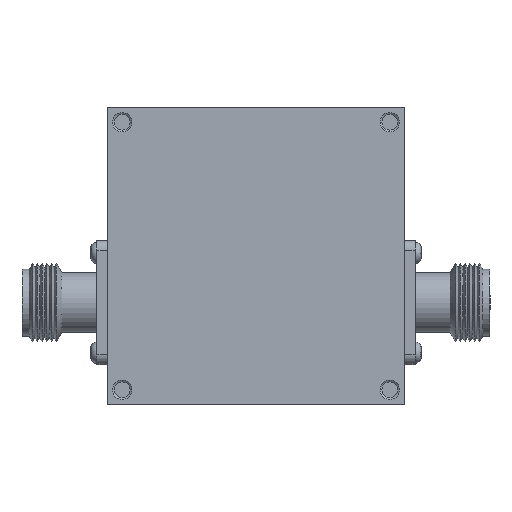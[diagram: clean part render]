
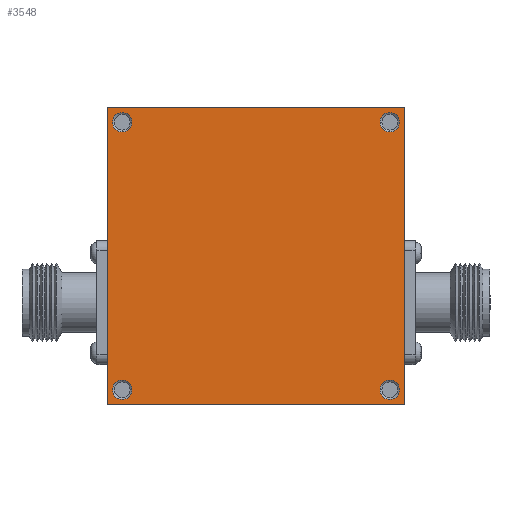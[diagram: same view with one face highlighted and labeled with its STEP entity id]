
A CAD part, front view. The second image highlights one B-rep face of the part: STEP entity #3548.
In plain terms, the highlighted planar face has unit normal (0, -1, 0).
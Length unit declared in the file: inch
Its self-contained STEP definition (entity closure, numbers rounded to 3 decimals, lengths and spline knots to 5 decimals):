
#59 = FACE_BOUND ( 'NONE', #13181, .T. ) ;
#248 = ORIENTED_EDGE ( 'NONE', *, *, #7044, .F. ) ;
#563 = AXIS2_PLACEMENT_3D ( 'NONE', #3715, #12321, #4952 ) ;
#724 = DIRECTION ( 'NONE',  ( 0., 0., -1. ) ) ;
#946 = DIRECTION ( 'NONE',  ( 0., 0., -1. ) ) ;
#1260 = ORIENTED_EDGE ( 'NONE', *, *, #1782, .F. ) ;
#1362 = EDGE_CURVE ( 'NONE', #3526, #14387, #8550, .T. ) ;
#1407 = EDGE_CURVE ( 'NONE', #7613, #4993, #11050, .T. ) ;
#1427 = CARTESIAN_POINT ( 'NONE',  ( -1.06, -1.18, -0.98258 ) ) ;
#1543 = CARTESIAN_POINT ( 'NONE',  ( 1.06, -1.18, -1.13742 ) ) ;
#1632 = CARTESIAN_POINT ( 'NONE',  ( -1.06, -1.18, 1.13742 ) ) ;
#1683 = PLANE ( 'NONE',  #12367 ) ;
#1739 = ORIENTED_EDGE ( 'NONE', *, *, #1362, .F. ) ;
#1782 = EDGE_CURVE ( 'NONE', #11146, #13139, #13129, .T. ) ;
#1804 = EDGE_CURVE ( 'NONE', #13139, #7613, #12386, .T. ) ;
#1871 = DIRECTION ( 'NONE',  ( 0., 0., -1. ) ) ;
#1911 = EDGE_LOOP ( 'NONE', ( #7704, #2340 ) ) ;
#1934 = ORIENTED_EDGE ( 'NONE', *, *, #12813, .F. ) ;
#1965 = CARTESIAN_POINT ( 'NONE',  ( 1.06, -1.18, 1.13742 ) ) ;
#2034 = DIRECTION ( 'NONE',  ( 0., 0., -1. ) ) ;
#2133 = EDGE_LOOP ( 'NONE', ( #10237, #3955 ) ) ;
#2147 = AXIS2_PLACEMENT_3D ( 'NONE', #15611, #8318, #946 ) ;
#2340 = ORIENTED_EDGE ( 'NONE', *, *, #14125, .F. ) ;
#2465 = VERTEX_POINT ( 'NONE', #9168 ) ;
#2541 = FACE_BOUND ( 'NONE', #2133, .T. ) ;
#2894 = CARTESIAN_POINT ( 'NONE',  ( 0., -1.18, 0. ) ) ;
#2954 = DIRECTION ( 'NONE',  ( 0., -1., 0. ) ) ;
#3001 = DIRECTION ( 'NONE',  ( 0., -1., 0. ) ) ;
#3196 = CARTESIAN_POINT ( 'NONE',  ( 1.18, -1.18, 1.18 ) ) ;
#3526 = VERTEX_POINT ( 'NONE', #1632 ) ;
#3548 = ADVANCED_FACE ( 'NONE', ( #5788, #12345, #59, #2541, #15157 ), #1683, .T. ) ;
#3587 = CIRCLE ( 'NONE', #7310, 0.07742 ) ;
#3610 = CARTESIAN_POINT ( 'NONE',  ( -1.18, -1.18, -1.18 ) ) ;
#3715 = CARTESIAN_POINT ( 'NONE',  ( -1.06, -1.18, 1.06 ) ) ;
#3955 = ORIENTED_EDGE ( 'NONE', *, *, #10016, .F. ) ;
#4758 = VERTEX_POINT ( 'NONE', #1543 ) ;
#4952 = DIRECTION ( 'NONE',  ( 0., 0., -1. ) ) ;
#4993 = VERTEX_POINT ( 'NONE', #14488 ) ;
#5004 = EDGE_LOOP ( 'NONE', ( #1934, #15716 ) ) ;
#5252 = CIRCLE ( 'NONE', #9157, 0.07742 ) ;
#5399 = EDGE_CURVE ( 'NONE', #2465, #13572, #8230, .T. ) ;
#5602 = CARTESIAN_POINT ( 'NONE',  ( -1.06, -1.18, -1.06 ) ) ;
#5725 = AXIS2_PLACEMENT_3D ( 'NONE', #9340, #6985, #2034 ) ;
#5727 = VECTOR ( 'NONE', #11094, 39.37008 ) ;
#5757 = CARTESIAN_POINT ( 'NONE',  ( -1.06, -1.18, -1.06 ) ) ;
#5788 = FACE_BOUND ( 'NONE', #5004, .T. ) ;
#5924 = AXIS2_PLACEMENT_3D ( 'NONE', #13979, #6632, #15180 ) ;
#6011 = CARTESIAN_POINT ( 'NONE',  ( 1.18, -1.18, -1.18 ) ) ;
#6082 = AXIS2_PLACEMENT_3D ( 'NONE', #10362, #3001, #11591 ) ;
#6632 = DIRECTION ( 'NONE',  ( 0., -1., 0. ) ) ;
#6836 = DIRECTION ( 'NONE',  ( 0., 0., -1. ) ) ;
#6985 = DIRECTION ( 'NONE',  ( 0., -1., 0. ) ) ;
#6989 = DIRECTION ( 'NONE',  ( 0., 0., -1. ) ) ;
#7044 = EDGE_CURVE ( 'NONE', #14387, #3526, #14004, .T. ) ;
#7310 = AXIS2_PLACEMENT_3D ( 'NONE', #15392, #8077, #724 ) ;
#7459 = CIRCLE ( 'NONE', #5924, 0.07742 ) ;
#7613 = VERTEX_POINT ( 'NONE', #12080 ) ;
#7704 = ORIENTED_EDGE ( 'NONE', *, *, #11178, .F. ) ;
#8077 = DIRECTION ( 'NONE',  ( 0., -1., 0. ) ) ;
#8213 = EDGE_CURVE ( 'NONE', #10676, #4758, #7459, .T. ) ;
#8230 = CIRCLE ( 'NONE', #6082, 0.07742 ) ;
#8318 = DIRECTION ( 'NONE',  ( 0., -1., 0. ) ) ;
#8550 = CIRCLE ( 'NONE', #5725, 0.07742 ) ;
#9129 = CIRCLE ( 'NONE', #2147, 0.07742 ) ;
#9157 = AXIS2_PLACEMENT_3D ( 'NONE', #5757, #14347, #6989 ) ;
#9168 = CARTESIAN_POINT ( 'NONE',  ( 1.06, -1.18, 0.98258 ) ) ;
#9340 = CARTESIAN_POINT ( 'NONE',  ( -1.06, -1.18, 1.06 ) ) ;
#9642 = VERTEX_POINT ( 'NONE', #1427 ) ;
#9881 = CARTESIAN_POINT ( 'NONE',  ( -1.06, -1.18, 0.98258 ) ) ;
#9885 = CARTESIAN_POINT ( 'NONE',  ( 1.18, -1.18, 1.18 ) ) ;
#9956 = ORIENTED_EDGE ( 'NONE', *, *, #1804, .F. ) ;
#10016 = EDGE_CURVE ( 'NONE', #13572, #2465, #9129, .T. ) ;
#10111 = CARTESIAN_POINT ( 'NONE',  ( 1.18, -1.18, -1.18 ) ) ;
#10237 = ORIENTED_EDGE ( 'NONE', *, *, #5399, .F. ) ;
#10362 = CARTESIAN_POINT ( 'NONE',  ( 1.06, -1.18, 1.06 ) ) ;
#10625 = EDGE_LOOP ( 'NONE', ( #11649, #9956, #1260, #15088 ) ) ;
#10658 = VECTOR ( 'NONE', #13997, 39.37008 ) ;
#10676 = VERTEX_POINT ( 'NONE', #10894 ) ;
#10894 = CARTESIAN_POINT ( 'NONE',  ( 1.06, -1.18, -0.98258 ) ) ;
#11050 = LINE ( 'NONE', #3610, #10658 ) ;
#11094 = DIRECTION ( 'NONE',  ( 1., 0., 0. ) ) ;
#11128 = DIRECTION ( 'NONE',  ( -1., 0., 0. ) ) ;
#11146 = VERTEX_POINT ( 'NONE', #3196 ) ;
#11148 = AXIS2_PLACEMENT_3D ( 'NONE', #5602, #14187, #6836 ) ;
#11178 = EDGE_CURVE ( 'NONE', #14557, #9642, #5252, .T. ) ;
#11236 = CARTESIAN_POINT ( 'NONE',  ( 1.18, -1.18, -1.18 ) ) ;
#11539 = DIRECTION ( 'NONE',  ( 0., 0., -1. ) ) ;
#11591 = DIRECTION ( 'NONE',  ( 0., 0., -1. ) ) ;
#11649 = ORIENTED_EDGE ( 'NONE', *, *, #1407, .F. ) ;
#12080 = CARTESIAN_POINT ( 'NONE',  ( -1.18, -1.18, -1.18 ) ) ;
#12290 = LINE ( 'NONE', #9885, #5727 ) ;
#12321 = DIRECTION ( 'NONE',  ( 0., -1., 0. ) ) ;
#12345 = FACE_BOUND ( 'NONE', #1911, .T. ) ;
#12367 = AXIS2_PLACEMENT_3D ( 'NONE', #2894, #2954, #11539 ) ;
#12386 = LINE ( 'NONE', #10111, #13883 ) ;
#12753 = VECTOR ( 'NONE', #1871, 39.37008 ) ;
#12813 = EDGE_CURVE ( 'NONE', #4758, #10676, #3587, .T. ) ;
#12943 = CIRCLE ( 'NONE', #11148, 0.07742 ) ;
#13129 = LINE ( 'NONE', #11236, #12753 ) ;
#13139 = VERTEX_POINT ( 'NONE', #6011 ) ;
#13181 = EDGE_LOOP ( 'NONE', ( #248, #1739 ) ) ;
#13352 = CARTESIAN_POINT ( 'NONE',  ( -1.06, -1.18, -1.13742 ) ) ;
#13572 = VERTEX_POINT ( 'NONE', #1965 ) ;
#13883 = VECTOR ( 'NONE', #11128, 39.37008 ) ;
#13979 = CARTESIAN_POINT ( 'NONE',  ( 1.06, -1.18, -1.06 ) ) ;
#13997 = DIRECTION ( 'NONE',  ( 0., 0., 1. ) ) ;
#14004 = CIRCLE ( 'NONE', #563, 0.07742 ) ;
#14125 = EDGE_CURVE ( 'NONE', #9642, #14557, #12943, .T. ) ;
#14187 = DIRECTION ( 'NONE',  ( 0., -1., 0. ) ) ;
#14347 = DIRECTION ( 'NONE',  ( 0., -1., 0. ) ) ;
#14387 = VERTEX_POINT ( 'NONE', #9881 ) ;
#14488 = CARTESIAN_POINT ( 'NONE',  ( -1.18, -1.18, 1.18 ) ) ;
#14557 = VERTEX_POINT ( 'NONE', #13352 ) ;
#15088 = ORIENTED_EDGE ( 'NONE', *, *, #15226, .F. ) ;
#15157 = FACE_OUTER_BOUND ( 'NONE', #10625, .T. ) ;
#15180 = DIRECTION ( 'NONE',  ( 0., 0., -1. ) ) ;
#15226 = EDGE_CURVE ( 'NONE', #4993, #11146, #12290, .T. ) ;
#15392 = CARTESIAN_POINT ( 'NONE',  ( 1.06, -1.18, -1.06 ) ) ;
#15611 = CARTESIAN_POINT ( 'NONE',  ( 1.06, -1.18, 1.06 ) ) ;
#15716 = ORIENTED_EDGE ( 'NONE', *, *, #8213, .F. ) ;
